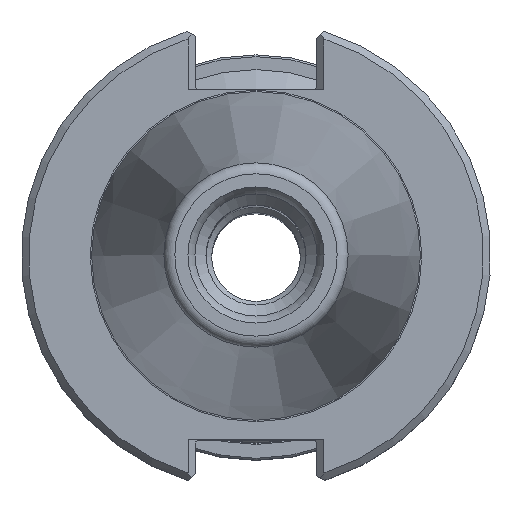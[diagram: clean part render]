
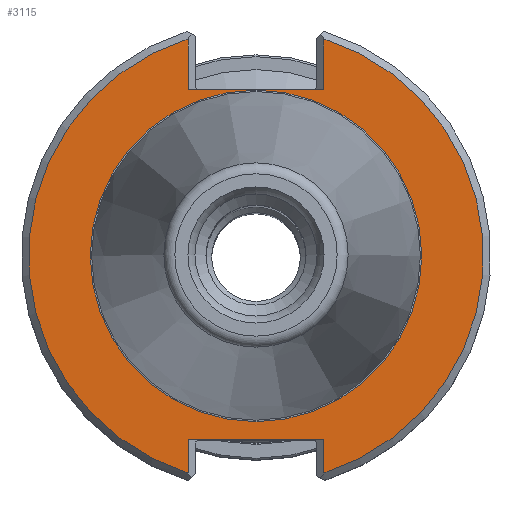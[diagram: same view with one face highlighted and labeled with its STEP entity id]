
A CAD part, top view. The second image highlights one B-rep face of the part: STEP entity #3115.
In plain terms, the highlighted planar face has unit normal (0, 0, 1).
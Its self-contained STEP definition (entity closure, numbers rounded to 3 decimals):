
#94=LINE('',#4536,#167);
#95=LINE('',#4538,#168);
#96=LINE('',#4540,#169);
#97=LINE('',#4544,#170);
#98=LINE('',#4546,#171);
#99=LINE('',#4548,#172);
#167=VECTOR('',#3656,1000.);
#168=VECTOR('',#3657,1000.);
#169=VECTOR('',#3658,1000.);
#170=VECTOR('',#3661,1000.);
#171=VECTOR('',#3662,1000.);
#172=VECTOR('',#3663,1000.);
#492=ORIENTED_EDGE('',*,*,#1004,.T.);
#493=ORIENTED_EDGE('',*,*,#1005,.T.);
#494=ORIENTED_EDGE('',*,*,#1006,.F.);
#495=ORIENTED_EDGE('',*,*,#1007,.T.);
#496=ORIENTED_EDGE('',*,*,#1008,.T.);
#497=ORIENTED_EDGE('',*,*,#1009,.T.);
#498=ORIENTED_EDGE('',*,*,#1010,.F.);
#499=ORIENTED_EDGE('',*,*,#1011,.T.);
#500=ORIENTED_EDGE('',*,*,#1003,.F.);
#1003=EDGE_CURVE('',#1251,#1251,#1403,.T.);
#1004=EDGE_CURVE('',#1252,#1253,#1404,.T.);
#1005=EDGE_CURVE('',#1253,#1254,#94,.T.);
#1006=EDGE_CURVE('',#1255,#1254,#95,.T.);
#1007=EDGE_CURVE('',#1255,#1256,#96,.T.);
#1008=EDGE_CURVE('',#1256,#1257,#1405,.T.);
#1009=EDGE_CURVE('',#1257,#1258,#97,.T.);
#1010=EDGE_CURVE('',#1259,#1258,#98,.T.);
#1011=EDGE_CURVE('',#1259,#1252,#99,.T.);
#1251=VERTEX_POINT('',#4531);
#1252=VERTEX_POINT('',#4534);
#1253=VERTEX_POINT('',#4535);
#1254=VERTEX_POINT('',#4537);
#1255=VERTEX_POINT('',#4539);
#1256=VERTEX_POINT('',#4541);
#1257=VERTEX_POINT('',#4543);
#1258=VERTEX_POINT('',#4545);
#1259=VERTEX_POINT('',#4547);
#1403=CIRCLE('',#3297,22.413);
#1404=CIRCLE('',#3299,30.75);
#1405=CIRCLE('',#3300,30.75);
#1531=EDGE_LOOP('',(#492,#493,#494,#495,#496,#497,#498,#499));
#1532=EDGE_LOOP('',(#500));
#1772=FACE_BOUND('',#1531,.T.);
#1773=FACE_BOUND('',#1532,.T.);
#1993=PLANE('',#3298);
#3115=ADVANCED_FACE('',(#1772,#1773),#1993,.T.);
#3297=AXIS2_PLACEMENT_3D('',#4530,#3650,#3651);
#3298=AXIS2_PLACEMENT_3D('',#4532,#3652,#3653);
#3299=AXIS2_PLACEMENT_3D('',#4533,#3654,#3655);
#3300=AXIS2_PLACEMENT_3D('',#4542,#3659,#3660);
#3650=DIRECTION('',(0.,0.,1.));
#3651=DIRECTION('',(1.,0.,0.));
#3652=DIRECTION('',(0.,0.,1.));
#3653=DIRECTION('',(1.,0.,0.));
#3654=DIRECTION('',(0.,0.,1.));
#3655=DIRECTION('',(1.,0.,0.));
#3656=DIRECTION('',(0.,1.,0.));
#3657=DIRECTION('',(-1.,0.,0.));
#3658=DIRECTION('',(0.,-1.,0.));
#3659=DIRECTION('',(0.,0.,1.));
#3660=DIRECTION('',(1.,0.,0.));
#3661=DIRECTION('',(0.,-1.,0.));
#3662=DIRECTION('',(1.,0.,0.));
#3663=DIRECTION('',(0.,1.,0.));
#4530=CARTESIAN_POINT('',(0.,0.,-3.17));
#4531=CARTESIAN_POINT('',(22.413,0.,-3.17));
#4532=CARTESIAN_POINT('',(22.413,0.,-3.17));
#4533=CARTESIAN_POINT('',(0.,0.,-3.17));
#4534=CARTESIAN_POINT('',(-9.19,29.345,-3.17));
#4535=CARTESIAN_POINT('',(-9.19,-29.345,-3.17));
#4536=CARTESIAN_POINT('',(-9.19,-24.87,-3.17));
#4537=CARTESIAN_POINT('',(-9.19,-24.87,-3.17));
#4538=CARTESIAN_POINT('',(8.19,-24.87,-3.17));
#4539=CARTESIAN_POINT('',(9.19,-24.87,-3.17));
#4540=CARTESIAN_POINT('',(9.19,-30.831,-3.17));
#4541=CARTESIAN_POINT('',(9.19,-29.345,-3.17));
#4542=CARTESIAN_POINT('',(0.,0.,-3.17));
#4543=CARTESIAN_POINT('',(9.19,29.345,-3.17));
#4544=CARTESIAN_POINT('',(9.19,22.46,-3.17));
#4545=CARTESIAN_POINT('',(9.19,22.46,-3.17));
#4546=CARTESIAN_POINT('',(-8.19,22.46,-3.17));
#4547=CARTESIAN_POINT('',(-9.19,22.46,-3.17));
#4548=CARTESIAN_POINT('',(-9.19,30.831,-3.17));
